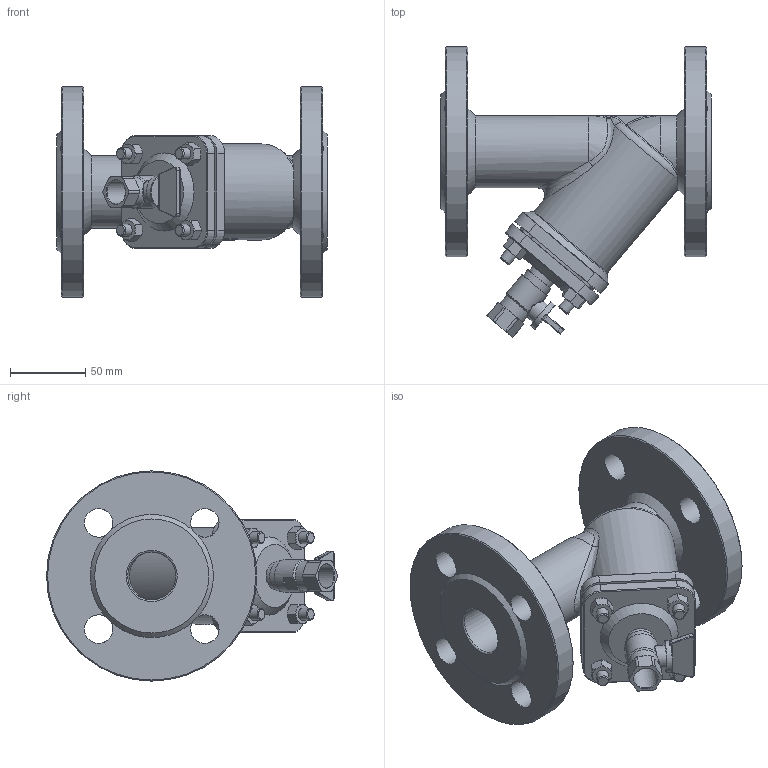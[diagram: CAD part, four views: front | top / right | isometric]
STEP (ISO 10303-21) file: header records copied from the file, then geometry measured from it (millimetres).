
FILE_DESCRIPTION(/* description */ (''),/* implementation_level */ '2;1');
FILE_NAME(/* name */ 'DN32_3D_STEP.stp',/* time_stamp */ '2024-11-30T20:10:31+03:00',/* author */ ('igorr'),/* organization */ (''),/* preprocessor_version */ 'ST-DEVELOPER v20',/* originating_system */ 'Autodesk Inventor 2025',/* authorisation */ '');
FILE_SCHEMA (('AUTOMOTIVE_DESIGN { 1 0 10303 214 3 1 1 }'));
Length unit declared in the file: millimetre
Products named in the file (4): Сборка; Деталь1; Деталь2; ANSI B18.2.4.2M - M8x1,25
Assembly tree (6 placements, depth 2):
  Сборка
    Деталь1
    Деталь2
    ANSI B18.2.4.2M - M8x1,25  x4
Bounding box: 180 x 193.66 x 140 mm (x, y, z)
Volume: 939493.6 mm3; surface area: 146281.6 mm2
Topology: 6 solids, 6 shells, 370 faces, 902 edges, 553 vertices
Faces by surface type: plane 123, cone 82, cylinder 80, bspline 64, torus 19, sphere 2
Full cylindrical faces by diameter (mm): 6.647 x4, 8 x4, 15 x1, 16 x1, 18 x1, 19 x8, 20 x2, 21 x1, 22 x1, 32 x2, 48 x1, 64 x1, 140 x2
Entity records: 11856 total; most frequent: CARTESIAN_POINT 4502, ORIENTED_EDGE 1504, DIRECTION 1363, EDGE_CURVE 752, AXIS2_PLACEMENT_3D 552, VERTEX_POINT 466, EDGE_LOOP 336, FACE_OUTER_BOUND 301
